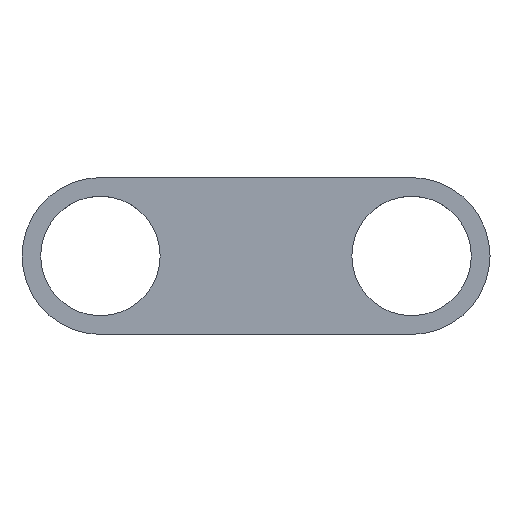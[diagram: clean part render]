
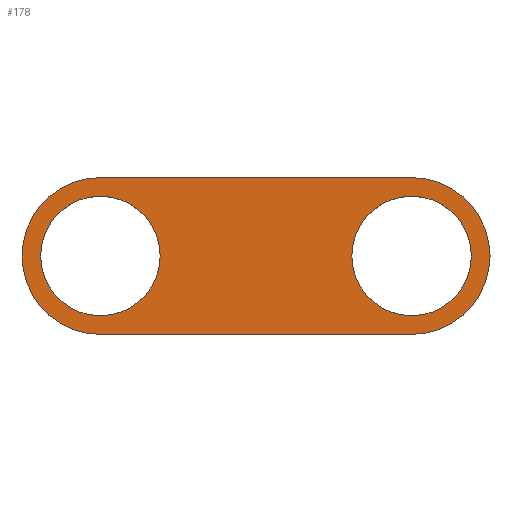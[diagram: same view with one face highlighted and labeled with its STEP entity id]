
A CAD part, top view. The second image highlights one B-rep face of the part: STEP entity #178.
In plain terms, the highlighted planar face has unit normal (0, 0, 1).
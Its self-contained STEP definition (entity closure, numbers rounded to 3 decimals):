
#1 = EDGE_CURVE ( 'NONE', #188, #413, #327, .T. ) ;
#10 = PLANE ( 'NONE',  #16 ) ;
#12 = AXIS2_PLACEMENT_3D ( 'NONE', #49, #314, #54 ) ;
#15 = DIRECTION ( 'NONE',  ( 1., 0., 0. ) ) ;
#16 = AXIS2_PLACEMENT_3D ( 'NONE', #140, #403, #243 ) ;
#21 = DIRECTION ( 'NONE',  ( 0., 0., 1. ) ) ;
#48 = EDGE_CURVE ( 'NONE', #144, #52, #216, .T. ) ;
#49 = CARTESIAN_POINT ( 'NONE',  ( 50., 0., 4. ) ) ;
#51 = CARTESIAN_POINT ( 'NONE',  ( 0., 0., 4. ) ) ;
#52 = VERTEX_POINT ( 'NONE', #206 ) ;
#54 = DIRECTION ( 'NONE',  ( 1., 0., 0. ) ) ;
#56 = EDGE_CURVE ( 'NONE', #384, #245, #152, .T. ) ;
#60 = ORIENTED_EDGE ( 'NONE', *, *, #371, .T. ) ;
#69 = ORIENTED_EDGE ( 'NONE', *, *, #56, .F. ) ;
#76 = AXIS2_PLACEMENT_3D ( 'NONE', #282, #21, #256 ) ;
#80 = AXIS2_PLACEMENT_3D ( 'NONE', #272, #104, #390 ) ;
#84 = FACE_OUTER_BOUND ( 'NONE', #330, .T. ) ;
#92 = CARTESIAN_POINT ( 'NONE',  ( 9.6, 0., 4. ) ) ;
#104 = DIRECTION ( 'NONE',  ( 0., 0., 1. ) ) ;
#107 = CIRCLE ( 'NONE', #304, 9.6 ) ;
#108 = DIRECTION ( 'NONE',  ( -1., 0., 0. ) ) ;
#112 = CARTESIAN_POINT ( 'NONE',  ( 50., 12.6, 4. ) ) ;
#117 = DIRECTION ( 'NONE',  ( 0., 0., 1. ) ) ;
#140 = CARTESIAN_POINT ( 'NONE',  ( 0., 0., 4. ) ) ;
#143 = FACE_BOUND ( 'NONE', #347, .T. ) ;
#144 = VERTEX_POINT ( 'NONE', #174 ) ;
#152 = CIRCLE ( 'NONE', #80, 9.6 ) ;
#156 = CARTESIAN_POINT ( 'NONE',  ( 50., 0., 4. ) ) ;
#164 = ORIENTED_EDGE ( 'NONE', *, *, #308, .T. ) ;
#174 = CARTESIAN_POINT ( 'NONE',  ( 40.4, 0., 4. ) ) ;
#178 = ADVANCED_FACE ( 'NONE', ( #376, #84, #143 ), #10, .T. ) ;
#179 = AXIS2_PLACEMENT_3D ( 'NONE', #51, #184, #15 ) ;
#180 = VERTEX_POINT ( 'NONE', #277 ) ;
#182 = DIRECTION ( 'NONE',  ( 0., 0., 1. ) ) ;
#184 = DIRECTION ( 'NONE',  ( 0., 0., 1. ) ) ;
#188 = VERTEX_POINT ( 'NONE', #112 ) ;
#193 = CIRCLE ( 'NONE', #179, 12.6 ) ;
#195 = ORIENTED_EDGE ( 'NONE', *, *, #1, .T. ) ;
#201 = CIRCLE ( 'NONE', #76, 12.6 ) ;
#206 = CARTESIAN_POINT ( 'NONE',  ( 59.6, 0., 4. ) ) ;
#207 = AXIS2_PLACEMENT_3D ( 'NONE', #156, #117, #253 ) ;
#216 = CIRCLE ( 'NONE', #343, 9.6 ) ;
#220 = VECTOR ( 'NONE', #407, 1000. ) ;
#233 = EDGE_CURVE ( 'NONE', #52, #144, #313, .T. ) ;
#243 = DIRECTION ( 'NONE',  ( 1., 0., 0. ) ) ;
#245 = VERTEX_POINT ( 'NONE', #92 ) ;
#253 = DIRECTION ( 'NONE',  ( 1., 0., 0. ) ) ;
#256 = DIRECTION ( 'NONE',  ( 1., 0., 0. ) ) ;
#258 = CARTESIAN_POINT ( 'NONE',  ( -9.6, 0., 4. ) ) ;
#260 = ORIENTED_EDGE ( 'NONE', *, *, #333, .T. ) ;
#270 = CARTESIAN_POINT ( 'NONE',  ( 50., 0., 4. ) ) ;
#272 = CARTESIAN_POINT ( 'NONE',  ( 0., 0., 4. ) ) ;
#275 = CARTESIAN_POINT ( 'NONE',  ( 0., 12.6, 4. ) ) ;
#277 = CARTESIAN_POINT ( 'NONE',  ( -12.6, 0., 4. ) ) ;
#280 = VERTEX_POINT ( 'NONE', #288 ) ;
#282 = CARTESIAN_POINT ( 'NONE',  ( 0., 0., 4. ) ) ;
#287 = VECTOR ( 'NONE', #108, 1000. ) ;
#288 = CARTESIAN_POINT ( 'NONE',  ( 0., -12.6, 4. ) ) ;
#302 = DIRECTION ( 'NONE',  ( 0., 0., 1. ) ) ;
#304 = AXIS2_PLACEMENT_3D ( 'NONE', #322, #182, #383 ) ;
#308 = EDGE_CURVE ( 'NONE', #413, #180, #193, .T. ) ;
#310 = CIRCLE ( 'NONE', #12, 12.6 ) ;
#313 = CIRCLE ( 'NONE', #207, 9.6 ) ;
#314 = DIRECTION ( 'NONE',  ( 0., 0., 1. ) ) ;
#318 = ORIENTED_EDGE ( 'NONE', *, *, #386, .F. ) ;
#320 = CARTESIAN_POINT ( 'NONE',  ( 0., 12.6, 4. ) ) ;
#321 = ORIENTED_EDGE ( 'NONE', *, *, #351, .T. ) ;
#322 = CARTESIAN_POINT ( 'NONE',  ( 0., 0., 4. ) ) ;
#327 = LINE ( 'NONE', #275, #287 ) ;
#330 = EDGE_LOOP ( 'NONE', ( #164, #260, #321, #60, #195 ) ) ;
#333 = EDGE_CURVE ( 'NONE', #180, #280, #201, .T. ) ;
#335 = DIRECTION ( 'NONE',  ( 1., 0., 0. ) ) ;
#342 = ORIENTED_EDGE ( 'NONE', *, *, #233, .F. ) ;
#343 = AXIS2_PLACEMENT_3D ( 'NONE', #270, #302, #335 ) ;
#347 = EDGE_LOOP ( 'NONE', ( #69, #318 ) ) ;
#351 = EDGE_CURVE ( 'NONE', #280, #381, #414, .T. ) ;
#352 = ORIENTED_EDGE ( 'NONE', *, *, #48, .F. ) ;
#365 = EDGE_LOOP ( 'NONE', ( #352, #342 ) ) ;
#371 = EDGE_CURVE ( 'NONE', #381, #188, #310, .T. ) ;
#376 = FACE_BOUND ( 'NONE', #365, .T. ) ;
#381 = VERTEX_POINT ( 'NONE', #410 ) ;
#383 = DIRECTION ( 'NONE',  ( 1., 0., 0. ) ) ;
#384 = VERTEX_POINT ( 'NONE', #258 ) ;
#386 = EDGE_CURVE ( 'NONE', #245, #384, #107, .T. ) ;
#390 = DIRECTION ( 'NONE',  ( 1., 0., 0. ) ) ;
#403 = DIRECTION ( 'NONE',  ( 0., 0., 1. ) ) ;
#407 = DIRECTION ( 'NONE',  ( 1., 0., 0. ) ) ;
#410 = CARTESIAN_POINT ( 'NONE',  ( 50., -12.6, 4. ) ) ;
#413 = VERTEX_POINT ( 'NONE', #320 ) ;
#414 = LINE ( 'NONE', #417, #220 ) ;
#417 = CARTESIAN_POINT ( 'NONE',  ( 0., -12.6, 4. ) ) ;
